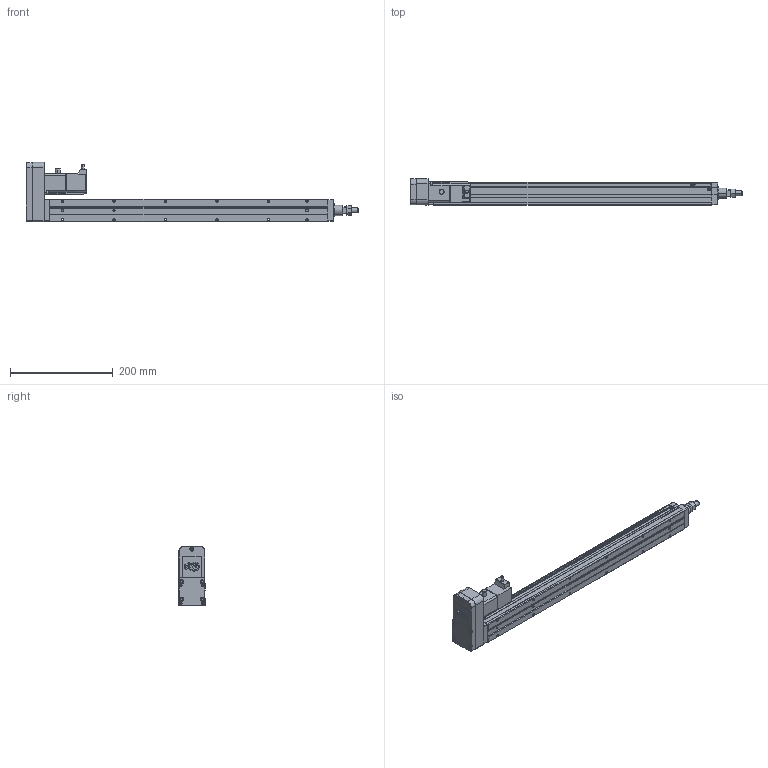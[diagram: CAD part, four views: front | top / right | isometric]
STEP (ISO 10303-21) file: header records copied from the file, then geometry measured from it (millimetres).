
FILE_DESCRIPTION (( 'STEP AP214' ), '1' );
FILE_NAME ('ETU04BL-10XLD-0400-XXXX.STEP', '2025-02-27T14:28:19', ( '' ), ( '' ), 'SwSTEP 2.0', 'SolidWorks 2022', '' );
FILE_SCHEMA (( 'AUTOMOTIVE_DESIGN' ));
Length unit declared in the file: millimetre
Products named in the file (10): ETU04BL-10XLD-0400-XXXX; ETU04-400NUT; ETU04-400BODY1; ETU04-400MOTOR; ETU04-400BODY0; ETU04-400SENSOR; FANG STICKER; ETU04-400BODY3; ETU04-400BODY2; ETU04-400ROD
Assembly tree (10 placements, depth 2):
  ETU04BL-10XLD-0400-XXXX
    ETU04-400BODY0
    ETU04-400BODY1
    ETU04-400BODY2
    ETU04-400BODY3
    ETU04-400MOTOR
    ETU04-400ROD
    ETU04-400NUT
    ETU04-400SENSOR  x2
    FANG STICKER
Bounding box: 645 x 51.5 x 115.5 mm (x, y, z)
Volume: 1128217.7 mm3; surface area: 239368.9 mm2
Topology: 10 solids, 10 shells, 888 faces, 2241 edges, 1440 vertices
Faces by surface type: plane 546, cylinder 220, cone 112, torus 10
Entity records: 26585 total; most frequent: CARTESIAN_POINT 4638, DIRECTION 4518, ORIENTED_EDGE 4406, EDGE_CURVE 2203, LINE 1582, VECTOR 1582, AXIS2_PLACEMENT_3D 1468, VERTEX_POINT 1420
